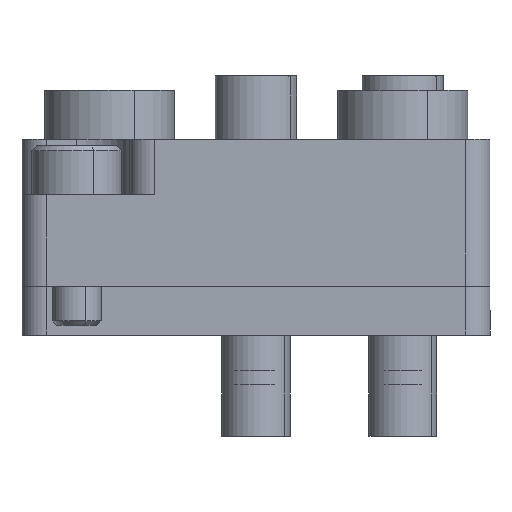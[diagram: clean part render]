
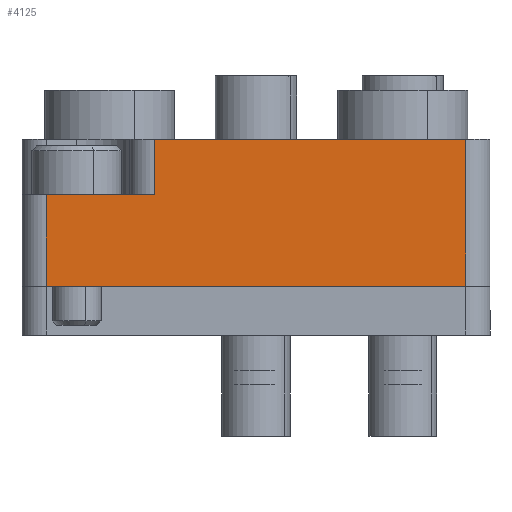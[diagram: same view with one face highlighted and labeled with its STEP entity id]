
A CAD part, front view. The second image highlights one B-rep face of the part: STEP entity #4125.
In plain terms, the highlighted face is planar.
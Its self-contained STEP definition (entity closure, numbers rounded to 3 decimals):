
#52 = EDGE_CURVE ( 'NONE', #1825, #15085, #8193, .T. ) ;
#460 = ORIENTED_EDGE ( 'NONE', *, *, #13513, .T. ) ;
#1190 = CARTESIAN_POINT ( 'NONE',  ( 30., 9., 6.25 ) ) ;
#1221 = DIRECTION ( 'NONE',  ( 0., -1., 0. ) ) ;
#1680 = DIRECTION ( 'NONE',  ( 0., 0., -1. ) ) ;
#1825 = VERTEX_POINT ( 'NONE', #1190 ) ;
#1884 = CARTESIAN_POINT ( 'NONE',  ( 30., 9., 14.35 ) ) ;
#3357 = DIRECTION ( 'NONE',  ( 1., 0., 0. ) ) ;
#3425 = CARTESIAN_POINT ( 'NONE',  ( 30., 9., -12.85 ) ) ;
#3499 = LINE ( 'NONE', #11231, #20676 ) ;
#3957 = CARTESIAN_POINT ( 'NONE',  ( 30., 0., 12.85 ) ) ;
#4125 = ADVANCED_FACE ( 'NONE', ( #19737 ), #14613, .T. ) ;
#4406 = CARTESIAN_POINT ( 'NONE',  ( 30., 5.6, 6.25 ) ) ;
#4656 = CARTESIAN_POINT ( 'NONE',  ( 30., 9., 14.35 ) ) ;
#4859 = DIRECTION ( 'NONE',  ( 0., 1., 0. ) ) ;
#5439 = VERTEX_POINT ( 'NONE', #11186 ) ;
#5611 = LINE ( 'NONE', #20173, #16466 ) ;
#7389 = VECTOR ( 'NONE', #1221, 1000. ) ;
#7936 = LINE ( 'NONE', #9659, #15187 ) ;
#8193 = LINE ( 'NONE', #1884, #13763 ) ;
#8746 = ORIENTED_EDGE ( 'NONE', *, *, #20941, .T. ) ;
#9659 = CARTESIAN_POINT ( 'NONE',  ( 30., 0., 12.85 ) ) ;
#9768 = DIRECTION ( 'NONE',  ( 0., -1., 0. ) ) ;
#10010 = EDGE_CURVE ( 'NONE', #11551, #15085, #11679, .T. ) ;
#10517 = AXIS2_PLACEMENT_3D ( 'NONE', #4656, #3357, #4859 ) ;
#11047 = ORIENTED_EDGE ( 'NONE', *, *, #13164, .T. ) ;
#11186 = CARTESIAN_POINT ( 'NONE',  ( 30., 5.6, 12.85 ) ) ;
#11192 = EDGE_CURVE ( 'NONE', #5439, #15995, #5611, .T. ) ;
#11231 = CARTESIAN_POINT ( 'NONE',  ( 30., 0., 14.35 ) ) ;
#11551 = VERTEX_POINT ( 'NONE', #16064 ) ;
#11679 = LINE ( 'NONE', #14998, #16460 ) ;
#11926 = DIRECTION ( 'NONE',  ( 0., 0., -1. ) ) ;
#12252 = LINE ( 'NONE', #13858, #7389 ) ;
#13164 = EDGE_CURVE ( 'NONE', #5439, #14795, #7936, .T. ) ;
#13513 = EDGE_CURVE ( 'NONE', #14795, #11551, #3499, .T. ) ;
#13763 = VECTOR ( 'NONE', #19469, 1000. ) ;
#13858 = CARTESIAN_POINT ( 'NONE',  ( 30., 5.6, 6.25 ) ) ;
#14189 = ORIENTED_EDGE ( 'NONE', *, *, #11192, .F. ) ;
#14613 = PLANE ( 'NONE',  #10517 ) ;
#14795 = VERTEX_POINT ( 'NONE', #3957 ) ;
#14998 = CARTESIAN_POINT ( 'NONE',  ( 30., 9., -12.85 ) ) ;
#15085 = VERTEX_POINT ( 'NONE', #3425 ) ;
#15187 = VECTOR ( 'NONE', #9768, 1000. ) ;
#15995 = VERTEX_POINT ( 'NONE', #4406 ) ;
#16064 = CARTESIAN_POINT ( 'NONE',  ( 30., 0., -12.85 ) ) ;
#16460 = VECTOR ( 'NONE', #20132, 1000. ) ;
#16466 = VECTOR ( 'NONE', #11926, 1000. ) ;
#16925 = EDGE_LOOP ( 'NONE', ( #460, #17609, #16956, #8746, #14189, #11047 ) ) ;
#16956 = ORIENTED_EDGE ( 'NONE', *, *, #52, .F. ) ;
#17609 = ORIENTED_EDGE ( 'NONE', *, *, #10010, .T. ) ;
#19469 = DIRECTION ( 'NONE',  ( 0., 0., -1. ) ) ;
#19737 = FACE_OUTER_BOUND ( 'NONE', #16925, .T. ) ;
#20132 = DIRECTION ( 'NONE',  ( 0., 1., 0. ) ) ;
#20173 = CARTESIAN_POINT ( 'NONE',  ( 30., 5.6, 7.75 ) ) ;
#20676 = VECTOR ( 'NONE', #1680, 1000. ) ;
#20941 = EDGE_CURVE ( 'NONE', #1825, #15995, #12252, .T. ) ;
